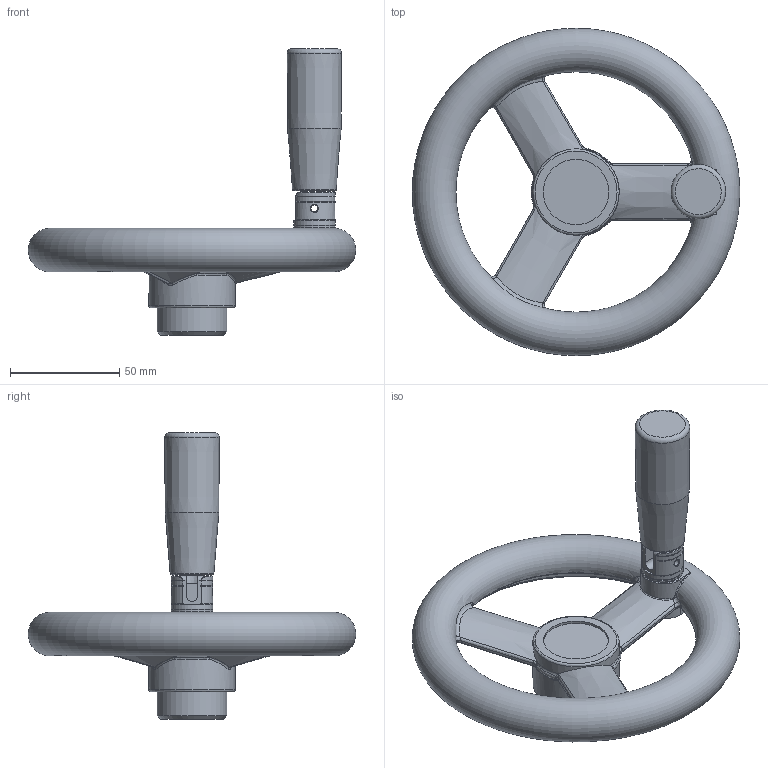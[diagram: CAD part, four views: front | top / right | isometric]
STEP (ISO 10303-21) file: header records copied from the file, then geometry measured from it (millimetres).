
FILE_DESCRIPTION( ( 'Unknown' ), '1' );
FILE_NAME( '61520056152010_VR150-MR.stp', 'Unknown', ( 'Unknown' ), ( 'Unknown' ), 'PSStep 10.0', 'Unknown', ' ' );
FILE_SCHEMA( ( 'automotive_design' ) );
Length unit declared in the file: millimetre
Products named in the file (2): 6152010
Bounding box: 149.91 x 149.97 x 131.19 mm (x, y, z)
Volume: 208570.5 mm3; surface area: 49579 mm2
Topology: 2 solids, 4 shells, 227 faces, 588 edges, 366 vertices
Faces by surface type: bspline 89, plane 64, cylinder 33, torus 28, cone 13
Full cylindrical faces by diameter (mm): 2.5 x1, 3.25 x2, 6 x2, 6.1 x1, 8 x1, 8.31 x1, 9.339 x1, 10.716 x1, 12 x2, 12.682 x1, 19 x2, 30 x1, 32 x1, 39.5 x2
Entity records: 18919 total; most frequent: CARTESIAN_POINT 12604, ORIENTED_EDGE 1052, DIRECTION 684, EDGE_CURVE 526, VERTEX_POINT 349, AXIS2_PLACEMENT_3D 301, B_SPLINE_CURVE_WITH_KNOTS 283, EDGE_LOOP 279
